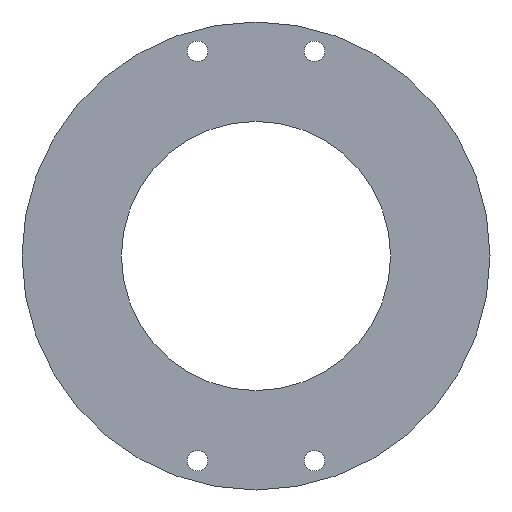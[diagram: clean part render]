
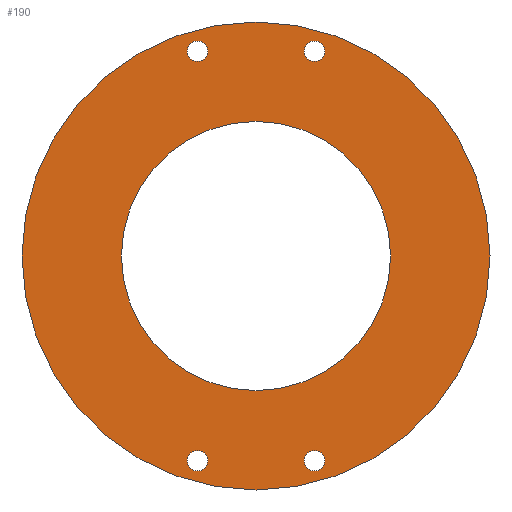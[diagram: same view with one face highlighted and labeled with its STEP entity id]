
A CAD part, front view. The second image highlights one B-rep face of the part: STEP entity #190.
In plain terms, the highlighted planar face has unit normal (0, -1, 0).
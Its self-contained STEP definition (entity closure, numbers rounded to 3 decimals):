
#4 = PLANE ( 'NONE',  #124 ) ;
#6 = FACE_BOUND ( 'NONE', #84, .T. ) ;
#8 = AXIS2_PLACEMENT_3D ( 'NONE', #255, #111, #413 ) ;
#10 = CIRCLE ( 'NONE', #262, 1.75 ) ;
#17 = CARTESIAN_POINT ( 'NONE',  ( -10., 0., -35. ) ) ;
#18 = VERTEX_POINT ( 'NONE', #186 ) ;
#29 = CARTESIAN_POINT ( 'NONE',  ( 0., 0., 0. ) ) ;
#31 = DIRECTION ( 'NONE',  ( 0., 1., 0. ) ) ;
#39 = CIRCLE ( 'NONE', #427, 1.75 ) ;
#51 = CARTESIAN_POINT ( 'NONE',  ( -10., 0., 36.75 ) ) ;
#58 = ORIENTED_EDGE ( 'NONE', *, *, #436, .T. ) ;
#69 = AXIS2_PLACEMENT_3D ( 'NONE', #148, #295, #253 ) ;
#74 = CIRCLE ( 'NONE', #414, 1.75 ) ;
#79 = FACE_BOUND ( 'NONE', #252, .T. ) ;
#84 = EDGE_LOOP ( 'NONE', ( #345, #58 ) ) ;
#86 = DIRECTION ( 'NONE',  ( 0., 0., 1. ) ) ;
#94 = VERTEX_POINT ( 'NONE', #261 ) ;
#96 = CIRCLE ( 'NONE', #473, 40. ) ;
#100 = ORIENTED_EDGE ( 'NONE', *, *, #395, .F. ) ;
#103 = EDGE_CURVE ( 'NONE', #179, #128, #277, .T. ) ;
#104 = EDGE_CURVE ( 'NONE', #18, #146, #110, .T. ) ;
#108 = CARTESIAN_POINT ( 'NONE',  ( 10., 0., 36.75 ) ) ;
#110 = CIRCLE ( 'NONE', #129, 1.75 ) ;
#111 = DIRECTION ( 'NONE',  ( 0., 1., 0. ) ) ;
#117 = FACE_OUTER_BOUND ( 'NONE', #279, .T. ) ;
#119 = EDGE_CURVE ( 'NONE', #471, #481, #197, .T. ) ;
#122 = VERTEX_POINT ( 'NONE', #108 ) ;
#124 = AXIS2_PLACEMENT_3D ( 'NONE', #461, #152, #301 ) ;
#125 = DIRECTION ( 'NONE',  ( 0., 1., 0. ) ) ;
#128 = VERTEX_POINT ( 'NONE', #192 ) ;
#129 = AXIS2_PLACEMENT_3D ( 'NONE', #418, #373, #291 ) ;
#138 = DIRECTION ( 'NONE',  ( 0., 0., 1. ) ) ;
#143 = ORIENTED_EDGE ( 'NONE', *, *, #191, .T. ) ;
#146 = VERTEX_POINT ( 'NONE', #431 ) ;
#148 = CARTESIAN_POINT ( 'NONE',  ( -10., 0., -35. ) ) ;
#152 = DIRECTION ( 'NONE',  ( 0., 1., 0. ) ) ;
#153 = ORIENTED_EDGE ( 'NONE', *, *, #171, .F. ) ;
#154 = CARTESIAN_POINT ( 'NONE',  ( -10., 0., -33.25 ) ) ;
#158 = VERTEX_POINT ( 'NONE', #51 ) ;
#160 = ORIENTED_EDGE ( 'NONE', *, *, #219, .T. ) ;
#161 = AXIS2_PLACEMENT_3D ( 'NONE', #336, #294, #178 ) ;
#163 = CARTESIAN_POINT ( 'NONE',  ( -10., 0., 33.25 ) ) ;
#164 = DIRECTION ( 'NONE',  ( 0., 0., 1. ) ) ;
#171 = EDGE_CURVE ( 'NONE', #94, #455, #96, .T. ) ;
#178 = DIRECTION ( 'NONE',  ( 0., 0., 1. ) ) ;
#179 = VERTEX_POINT ( 'NONE', #154 ) ;
#183 = DIRECTION ( 'NONE',  ( 0., 1., 0. ) ) ;
#186 = CARTESIAN_POINT ( 'NONE',  ( 10., 0., -36.75 ) ) ;
#190 = ADVANCED_FACE ( 'NONE', ( #117, #6, #390, #304, #79, #271 ), #4, .F. ) ;
#191 = EDGE_CURVE ( 'NONE', #337, #122, #293, .T. ) ;
#192 = CARTESIAN_POINT ( 'NONE',  ( -10., 0., -36.75 ) ) ;
#194 = CIRCLE ( 'NONE', #459, 1.75 ) ;
#197 = CIRCLE ( 'NONE', #388, 23. ) ;
#202 = DIRECTION ( 'NONE',  ( 0., 1., 0. ) ) ;
#204 = DIRECTION ( 'NONE',  ( 0., 1., 0. ) ) ;
#213 = EDGE_LOOP ( 'NONE', ( #435, #441 ) ) ;
#218 = CARTESIAN_POINT ( 'NONE',  ( 0., 0., 0. ) ) ;
#219 = EDGE_CURVE ( 'NONE', #158, #236, #10, .T. ) ;
#224 = CARTESIAN_POINT ( 'NONE',  ( 0., 0., -23. ) ) ;
#231 = AXIS2_PLACEMENT_3D ( 'NONE', #218, #31, #372 ) ;
#236 = VERTEX_POINT ( 'NONE', #163 ) ;
#244 = DIRECTION ( 'NONE',  ( 0., 1., 0. ) ) ;
#252 = EDGE_LOOP ( 'NONE', ( #406, #160 ) ) ;
#253 = DIRECTION ( 'NONE',  ( 0., 0., 1. ) ) ;
#255 = CARTESIAN_POINT ( 'NONE',  ( 0., 0., 0. ) ) ;
#257 = CARTESIAN_POINT ( 'NONE',  ( 0., 0., 40. ) ) ;
#261 = CARTESIAN_POINT ( 'NONE',  ( 0., 0., -40. ) ) ;
#262 = AXIS2_PLACEMENT_3D ( 'NONE', #389, #432, #86 ) ;
#271 = FACE_BOUND ( 'NONE', #422, .T. ) ;
#277 = CIRCLE ( 'NONE', #69, 1.75 ) ;
#279 = EDGE_LOOP ( 'NONE', ( #153, #100 ) ) ;
#291 = DIRECTION ( 'NONE',  ( 0., 0., 1. ) ) ;
#293 = CIRCLE ( 'NONE', #467, 1.75 ) ;
#294 = DIRECTION ( 'NONE',  ( 0., 1., 0. ) ) ;
#295 = DIRECTION ( 'NONE',  ( 0., 1., 0. ) ) ;
#297 = CARTESIAN_POINT ( 'NONE',  ( 10., 0., -35. ) ) ;
#301 = DIRECTION ( 'NONE',  ( 0., 0., 1. ) ) ;
#304 = FACE_BOUND ( 'NONE', #305, .T. ) ;
#305 = EDGE_LOOP ( 'NONE', ( #143, #460 ) ) ;
#318 = ORIENTED_EDGE ( 'NONE', *, *, #119, .T. ) ;
#328 = EDGE_CURVE ( 'NONE', #128, #179, #194, .T. ) ;
#336 = CARTESIAN_POINT ( 'NONE',  ( 10., 0., 35. ) ) ;
#337 = VERTEX_POINT ( 'NONE', #353 ) ;
#342 = DIRECTION ( 'NONE',  ( 0., 0., 1. ) ) ;
#344 = EDGE_CURVE ( 'NONE', #236, #158, #39, .T. ) ;
#345 = ORIENTED_EDGE ( 'NONE', *, *, #104, .T. ) ;
#348 = CIRCLE ( 'NONE', #231, 40. ) ;
#353 = CARTESIAN_POINT ( 'NONE',  ( 10., 0., 33.25 ) ) ;
#366 = EDGE_CURVE ( 'NONE', #481, #471, #409, .T. ) ;
#372 = DIRECTION ( 'NONE',  ( 0., 0., 1. ) ) ;
#373 = DIRECTION ( 'NONE',  ( 0., 1., 0. ) ) ;
#388 = AXIS2_PLACEMENT_3D ( 'NONE', #29, #183, #449 ) ;
#389 = CARTESIAN_POINT ( 'NONE',  ( -10., 0., 35. ) ) ;
#390 = FACE_BOUND ( 'NONE', #213, .T. ) ;
#393 = DIRECTION ( 'NONE',  ( 0., 0., 1. ) ) ;
#395 = EDGE_CURVE ( 'NONE', #455, #94, #348, .T. ) ;
#398 = ORIENTED_EDGE ( 'NONE', *, *, #366, .T. ) ;
#404 = CIRCLE ( 'NONE', #161, 1.75 ) ;
#406 = ORIENTED_EDGE ( 'NONE', *, *, #344, .T. ) ;
#409 = CIRCLE ( 'NONE', #8, 23. ) ;
#413 = DIRECTION ( 'NONE',  ( 0., 0., 1. ) ) ;
#414 = AXIS2_PLACEMENT_3D ( 'NONE', #297, #451, #138 ) ;
#418 = CARTESIAN_POINT ( 'NONE',  ( 10., 0., -35. ) ) ;
#422 = EDGE_LOOP ( 'NONE', ( #398, #318 ) ) ;
#423 = EDGE_CURVE ( 'NONE', #122, #337, #404, .T. ) ;
#427 = AXIS2_PLACEMENT_3D ( 'NONE', #470, #244, #393 ) ;
#429 = CARTESIAN_POINT ( 'NONE',  ( 0., 0., 0. ) ) ;
#431 = CARTESIAN_POINT ( 'NONE',  ( 10., 0., -33.25 ) ) ;
#432 = DIRECTION ( 'NONE',  ( 0., 1., 0. ) ) ;
#435 = ORIENTED_EDGE ( 'NONE', *, *, #328, .T. ) ;
#436 = EDGE_CURVE ( 'NONE', #146, #18, #74, .T. ) ;
#441 = ORIENTED_EDGE ( 'NONE', *, *, #103, .T. ) ;
#444 = CARTESIAN_POINT ( 'NONE',  ( 0., 0., 23. ) ) ;
#449 = DIRECTION ( 'NONE',  ( 0., 0., 1. ) ) ;
#451 = DIRECTION ( 'NONE',  ( 0., 1., 0. ) ) ;
#455 = VERTEX_POINT ( 'NONE', #257 ) ;
#459 = AXIS2_PLACEMENT_3D ( 'NONE', #17, #204, #164 ) ;
#460 = ORIENTED_EDGE ( 'NONE', *, *, #423, .T. ) ;
#461 = CARTESIAN_POINT ( 'NONE',  ( 0., 0., 0. ) ) ;
#463 = CARTESIAN_POINT ( 'NONE',  ( 10., 0., 35. ) ) ;
#467 = AXIS2_PLACEMENT_3D ( 'NONE', #463, #202, #468 ) ;
#468 = DIRECTION ( 'NONE',  ( 0., 0., 1. ) ) ;
#470 = CARTESIAN_POINT ( 'NONE',  ( -10., 0., 35. ) ) ;
#471 = VERTEX_POINT ( 'NONE', #444 ) ;
#473 = AXIS2_PLACEMENT_3D ( 'NONE', #429, #125, #342 ) ;
#481 = VERTEX_POINT ( 'NONE', #224 ) ;
